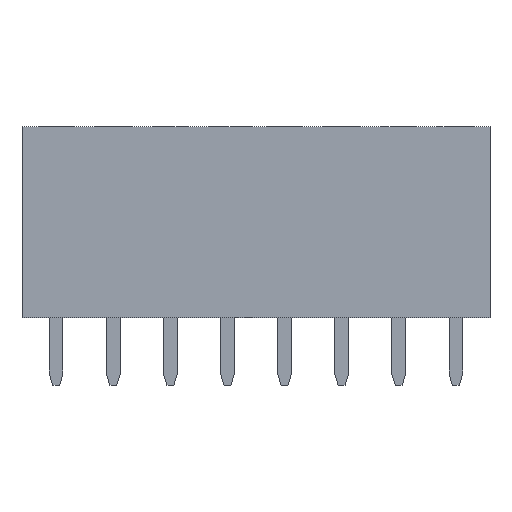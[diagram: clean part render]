
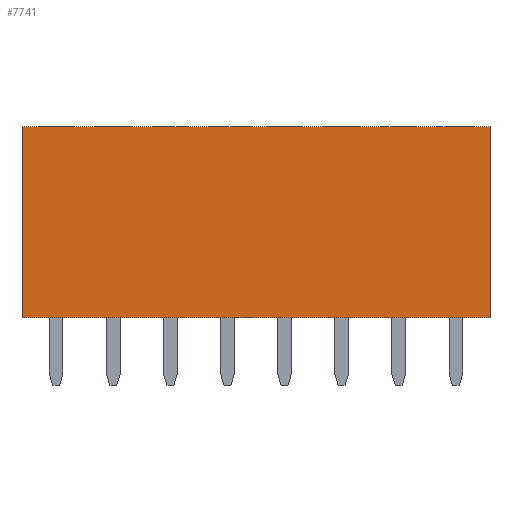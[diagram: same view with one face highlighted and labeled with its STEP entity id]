
A CAD part, top view. The second image highlights one B-rep face of the part: STEP entity #7741.
In plain terms, the highlighted planar face has unit normal (0, 0, 1).
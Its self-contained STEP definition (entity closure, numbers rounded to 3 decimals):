
#75=DIRECTION('',(0.,-1.,0.));
#76=VECTOR('',#75,8.5);
#77=CARTESIAN_POINT('',(-10.41,8.5,1.27));
#78=LINE('',#77,#76);
#2371=DIRECTION('',(0.,-1.,0.));
#2372=VECTOR('',#2371,8.5);
#2373=CARTESIAN_POINT('',(10.41,8.5,1.27));
#2374=LINE('',#2373,#2372);
#2420=DIRECTION('',(1.,0.,0.));
#2421=VECTOR('',#2420,20.82);
#2422=CARTESIAN_POINT('',(-10.41,0.,1.27));
#2423=LINE('',#2422,#2421);
#2434=DIRECTION('',(1.,0.,0.));
#2435=VECTOR('',#2434,20.82);
#2436=CARTESIAN_POINT('',(-10.41,8.5,1.27));
#2437=LINE('',#2436,#2435);
#4345=CARTESIAN_POINT('',(-10.41,8.5,1.27));
#4346=CARTESIAN_POINT('',(-10.41,0.,1.27));
#4347=VERTEX_POINT('',#4345);
#4348=VERTEX_POINT('',#4346);
#4353=CARTESIAN_POINT('',(10.41,8.5,1.27));
#4354=CARTESIAN_POINT('',(10.41,0.,1.27));
#4355=VERTEX_POINT('',#4353);
#4356=VERTEX_POINT('',#4354);
#7729=CARTESIAN_POINT('',(-10.41,8.5,1.27));
#7730=DIRECTION('',(0.,0.,1.));
#7731=DIRECTION('',(0.,-1.,0.));
#7732=AXIS2_PLACEMENT_3D('',#7729,#7730,#7731);
#7733=PLANE('',#7732);
#7734=ORIENTED_EDGE('',*,*,#5162,.F.);
#7736=ORIENTED_EDGE('',*,*,#7735,.T.);
#7737=ORIENTED_EDGE('',*,*,#7690,.T.);
#7738=ORIENTED_EDGE('',*,*,#7710,.F.);
#7739=EDGE_LOOP('',(#7734,#7736,#7737,#7738));
#7740=FACE_OUTER_BOUND('',#7739,.F.);
#7741=ADVANCED_FACE('',(#7740),#7733,.T.);
#5162=EDGE_CURVE('',#4347,#4348,#78,.T.);
#7690=EDGE_CURVE('',#4355,#4356,#2374,.T.);
#7710=EDGE_CURVE('',#4348,#4356,#2423,.T.);
#7735=EDGE_CURVE('',#4347,#4355,#2437,.T.);
